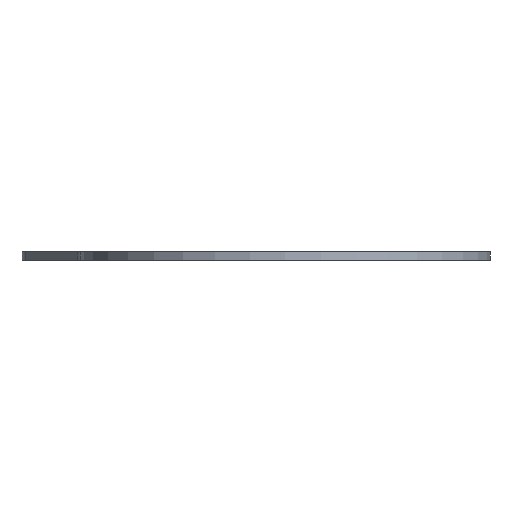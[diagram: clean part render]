
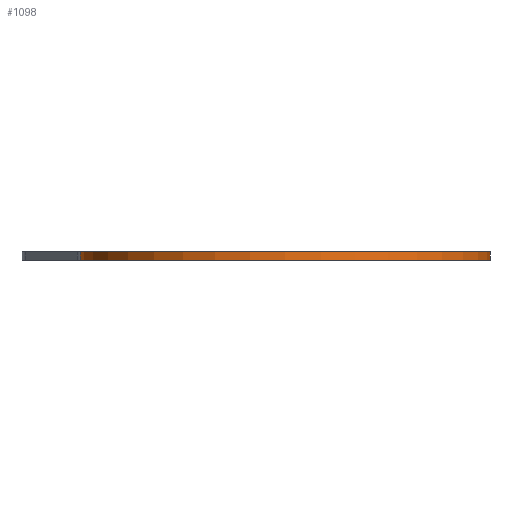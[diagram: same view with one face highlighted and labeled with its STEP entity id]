
A CAD part, left-side view. The second image highlights one B-rep face of the part: STEP entity #1098.
In plain terms, the highlighted cylindrical face has radius 35 mm (diameter 70 mm), a partial arc.
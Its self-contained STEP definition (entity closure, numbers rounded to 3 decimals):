
#95=FACE_OUTER_BOUND('',#162,.T.);
#162=EDGE_LOOP('',(#950,#951,#952,#953));
#237=LINE('',#1890,#314);
#239=LINE('',#1895,#316);
#314=VECTOR('',#1577,10.);
#316=VECTOR('',#1585,10.);
#322=CIRCLE('',#1129,35.);
#389=CIRCLE('',#1237,35.);
#403=VERTEX_POINT('',#1610);
#404=VERTEX_POINT('',#1612);
#488=VERTEX_POINT('',#1863);
#489=VERTEX_POINT('',#1865);
#505=EDGE_CURVE('',#404,#403,#322,.T.);
#632=EDGE_CURVE('',#489,#488,#389,.T.);
#645=EDGE_CURVE('',#489,#403,#237,.T.);
#647=EDGE_CURVE('',#488,#404,#239,.T.);
#950=ORIENTED_EDGE('',*,*,#505,.T.);
#951=ORIENTED_EDGE('',*,*,#645,.F.);
#952=ORIENTED_EDGE('',*,*,#632,.T.);
#953=ORIENTED_EDGE('',*,*,#647,.T.);
#991=CYLINDRICAL_SURFACE('',#1250,35.);
#1098=ADVANCED_FACE('',(#95),#991,.T.);
#1129=AXIS2_PLACEMENT_3D('',#1613,#1272,#1273);
#1237=AXIS2_PLACEMENT_3D('',#1866,#1548,#1549);
#1250=AXIS2_PLACEMENT_3D('',#1896,#1586,#1587);
#1272=DIRECTION('center_axis',(0.,0.,-1.));
#1273=DIRECTION('ref_axis',(0.,1.,0.));
#1548=DIRECTION('center_axis',(0.,0.,1.));
#1549=DIRECTION('ref_axis',(0.,1.,0.));
#1577=DIRECTION('',(0.,0.,1.));
#1585=DIRECTION('',(0.,0.,1.));
#1586=DIRECTION('center_axis',(0.,0.,1.));
#1587=DIRECTION('ref_axis',(0.,1.,0.));
#1610=CARTESIAN_POINT('',(0.,35.,1.5));
#1612=CARTESIAN_POINT('',(0.,-35.,1.5));
#1613=CARTESIAN_POINT('Origin',(0.,0.,1.5));
#1863=CARTESIAN_POINT('',(0.,-35.,0.));
#1865=CARTESIAN_POINT('',(0.,35.,0.));
#1866=CARTESIAN_POINT('Origin',(0.,0.,0.));
#1890=CARTESIAN_POINT('',(0.,35.,0.));
#1895=CARTESIAN_POINT('',(0.,-35.,0.));
#1896=CARTESIAN_POINT('Origin',(0.,0.,0.));
